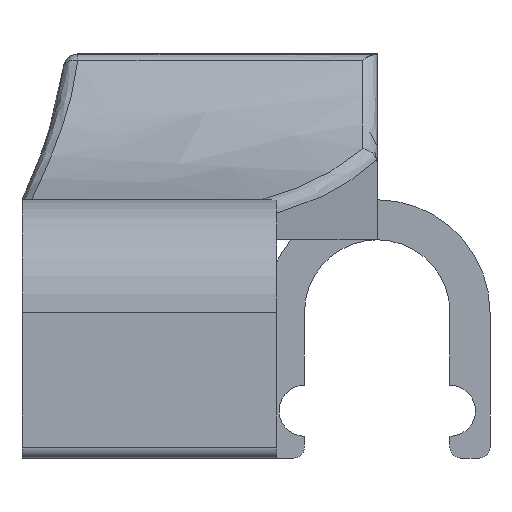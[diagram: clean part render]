
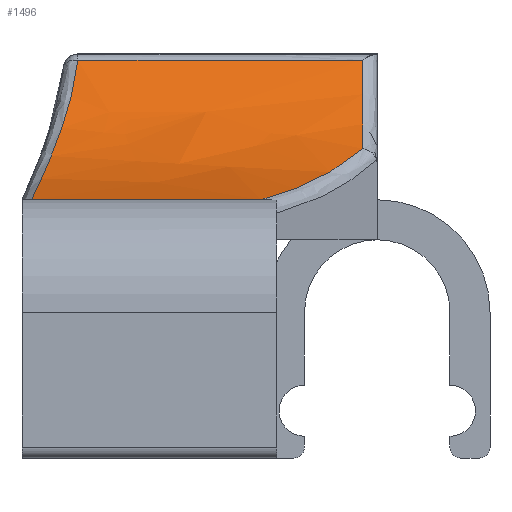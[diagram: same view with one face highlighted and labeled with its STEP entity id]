
A CAD part, front view. The second image highlights one B-rep face of the part: STEP entity #1496.
In plain terms, the highlighted free-form (B-spline) face has degree [5, 1] with [15, 2] control points.
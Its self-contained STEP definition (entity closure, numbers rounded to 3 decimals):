
#30=(
BOUNDED_SURFACE()
B_SPLINE_SURFACE(5,1,((#2703,#2704),(#2705,#2706),(#2707,#2708),(#2709,
#2710),(#2711,#2712),(#2713,#2714),(#2715,#2716),(#2717,#2718),(#2719,#2720),
(#2721,#2722),(#2723,#2724),(#2725,#2726),(#2727,#2728),(#2729,#2730),(#2731,
#2732)),.UNSPECIFIED.,.F.,.F.,.F.)
B_SPLINE_SURFACE_WITH_KNOTS((6,1,1,1,1,1,1,1,1,1,6),(2,2),(-1.,-0.9,-0.8,
-0.7,-0.6,-0.5,-0.4,-0.3,-0.2,-0.1,0.),(0.,5.4),.UNSPECIFIED.)
GEOMETRIC_REPRESENTATION_ITEM()
RATIONAL_B_SPLINE_SURFACE(((1.,1.),(1.,1.),(1.,1.),(1.,1.),(1.,1.),(1.,
1.),(1.,1.),(1.,1.),(1.,1.),(1.,1.),(1.,1.),(1.,1.),(1.,1.),(1.,1.),(1.,
1.)))
REPRESENTATION_ITEM('')
SURFACE()
);
#95=LINE('',#2701,#226);
#226=VECTOR('',#1780,10.);
#389=FACE_OUTER_BOUND('',#472,.T.);
#472=EDGE_LOOP('',(#1110,#1111,#1112,#1113,#1114));
#541=B_SPLINE_CURVE_WITH_KNOTS('',3,(#2168,#2169,#2170,#2171),
 .UNSPECIFIED.,.F.,.F.,(4,4),(0.765,4.681),
 .UNSPECIFIED.);
#547=B_SPLINE_CURVE_WITH_KNOTS('',3,(#2288,#2289,#2290,#2291,#2292,#2293,
#2294,#2295,#2296),.UNSPECIFIED.,.F.,.F.,(4,1,2,1,1,4),(-4.416,
-4.077,-3.851,-2.352,-1.603,
-0.104),.UNSPECIFIED.);
#551=B_SPLINE_CURVE_WITH_KNOTS('',3,(#2360,#2361,#2362,#2363,#2364,#2365),
 .UNSPECIFIED.,.F.,.F.,(4,1,1,4),(0.105,1.192,1.898,
2.02),.UNSPECIFIED.);
#558=B_SPLINE_CURVE_WITH_KNOTS('',3,(#2535,#2536,#2537,#2538,#2539),
 .UNSPECIFIED.,.F.,.F.,(4,1,4),(0.424,1.566,3.155),
 .UNSPECIFIED.);
#636=VERTEX_POINT('',#2140);
#640=VERTEX_POINT('',#2167);
#643=VERTEX_POINT('',#2271);
#646=VERTEX_POINT('',#2359);
#651=VERTEX_POINT('',#2534);
#792=EDGE_CURVE('',#636,#640,#541,.T.);
#798=EDGE_CURVE('',#643,#636,#547,.T.);
#802=EDGE_CURVE('',#640,#646,#551,.T.);
#811=EDGE_CURVE('',#646,#651,#558,.T.);
#844=EDGE_CURVE('',#651,#643,#95,.T.);
#1110=ORIENTED_EDGE('',*,*,#798,.F.);
#1111=ORIENTED_EDGE('',*,*,#844,.F.);
#1112=ORIENTED_EDGE('',*,*,#811,.F.);
#1113=ORIENTED_EDGE('',*,*,#802,.F.);
#1114=ORIENTED_EDGE('',*,*,#792,.F.);
#1496=ADVANCED_FACE('',(#389),#30,.F.);
#1780=DIRECTION('',(-1.,0.,0.));
#2140=CARTESIAN_POINT('',(69.339,-309.978,109.71));
#2167=CARTESIAN_POINT('',(108.5,-309.978,109.71));
#2168=CARTESIAN_POINT('Ctrl Pts',(69.339,-309.978,109.71));
#2169=CARTESIAN_POINT('Ctrl Pts',(82.393,-309.978,109.71));
#2170=CARTESIAN_POINT('Ctrl Pts',(95.446,-309.978,109.71));
#2171=CARTESIAN_POINT('Ctrl Pts',(108.5,-309.978,109.71));
#2271=CARTESIAN_POINT('',(62.988,-345.008,90.5));
#2288=CARTESIAN_POINT('Ctrl Pts',(62.988,-345.008,90.5));
#2289=CARTESIAN_POINT('Ctrl Pts',(63.072,-343.915,90.681));
#2290=CARTESIAN_POINT('Ctrl Pts',(63.227,-342.112,91.011));
#2291=CARTESIAN_POINT('Ctrl Pts',(63.407,-340.32,91.395));
#2292=CARTESIAN_POINT('Ctrl Pts',(63.99,-334.877,92.638));
#2293=CARTESIAN_POINT('Ctrl Pts',(65.016,-327.953,94.843));
#2294=CARTESIAN_POINT('Ctrl Pts',(67.419,-317.848,100.798));
#2295=CARTESIAN_POINT('Ctrl Pts',(68.892,-312.83,105.866));
#2296=CARTESIAN_POINT('Ctrl Pts',(69.339,-309.978,109.71));
#2359=CARTESIAN_POINT('',(108.5,-323.508,97.521));
#2360=CARTESIAN_POINT('Ctrl Pts',(108.5,-309.978,109.71));
#2361=CARTESIAN_POINT('Ctrl Pts',(108.5,-312.063,106.9));
#2362=CARTESIAN_POINT('Ctrl Pts',(108.5,-315.957,102.644));
#2363=CARTESIAN_POINT('Ctrl Pts',(108.5,-320.898,99.058));
#2364=CARTESIAN_POINT('Ctrl Pts',(108.5,-323.169,97.715));
#2365=CARTESIAN_POINT('Ctrl Pts',(108.5,-323.508,97.521));
#2534=CARTESIAN_POINT('',(94.507,-345.008,90.5));
#2535=CARTESIAN_POINT('Ctrl Pts',(108.5,-323.508,97.521));
#2536=CARTESIAN_POINT('Ctrl Pts',(106.671,-326.278,95.938));
#2537=CARTESIAN_POINT('Ctrl Pts',(102.088,-333.257,92.933));
#2538=CARTESIAN_POINT('Ctrl Pts',(97.307,-340.661,91.22));
#2539=CARTESIAN_POINT('Ctrl Pts',(94.507,-345.008,90.5));
#2701=CARTESIAN_POINT('',(85.,-345.008,90.5));
#2703=CARTESIAN_POINT('Ctrl Pts',(110.5,-309.391,110.517));
#2704=CARTESIAN_POINT('Ctrl Pts',(56.5,-309.391,110.517));
#2705=CARTESIAN_POINT('Ctrl Pts',(110.5,-309.854,109.866));
#2706=CARTESIAN_POINT('Ctrl Pts',(56.5,-309.854,109.866));
#2707=CARTESIAN_POINT('Ctrl Pts',(110.5,-310.804,108.587));
#2708=CARTESIAN_POINT('Ctrl Pts',(56.5,-310.804,108.587));
#2709=CARTESIAN_POINT('Ctrl Pts',(110.5,-312.295,106.734));
#2710=CARTESIAN_POINT('Ctrl Pts',(56.5,-312.295,106.734));
#2711=CARTESIAN_POINT('Ctrl Pts',(110.5,-314.418,104.401));
#2712=CARTESIAN_POINT('Ctrl Pts',(56.5,-314.418,104.401));
#2713=CARTESIAN_POINT('Ctrl Pts',(110.5,-317.313,101.728));
#2714=CARTESIAN_POINT('Ctrl Pts',(56.5,-317.313,101.728));
#2715=CARTESIAN_POINT('Ctrl Pts',(110.5,-320.469,99.317));
#2716=CARTESIAN_POINT('Ctrl Pts',(56.5,-320.469,99.317));
#2717=CARTESIAN_POINT('Ctrl Pts',(110.5,-323.903,97.187));
#2718=CARTESIAN_POINT('Ctrl Pts',(56.5,-323.903,97.187));
#2719=CARTESIAN_POINT('Ctrl Pts',(110.5,-327.622,95.343));
#2720=CARTESIAN_POINT('Ctrl Pts',(56.5,-327.622,95.343));
#2721=CARTESIAN_POINT('Ctrl Pts',(110.5,-331.608,93.769));
#2722=CARTESIAN_POINT('Ctrl Pts',(56.5,-331.608,93.769));
#2723=CARTESIAN_POINT('Ctrl Pts',(110.5,-335.839,92.442));
#2724=CARTESIAN_POINT('Ctrl Pts',(56.5,-335.839,92.442));
#2725=CARTESIAN_POINT('Ctrl Pts',(110.5,-339.403,91.561));
#2726=CARTESIAN_POINT('Ctrl Pts',(56.5,-339.403,91.561));
#2727=CARTESIAN_POINT('Ctrl Pts',(110.5,-342.169,90.994));
#2728=CARTESIAN_POINT('Ctrl Pts',(56.5,-342.169,90.994));
#2729=CARTESIAN_POINT('Ctrl Pts',(110.5,-344.055,90.658));
#2730=CARTESIAN_POINT('Ctrl Pts',(56.5,-344.055,90.658));
#2731=CARTESIAN_POINT('Ctrl Pts',(110.5,-345.008,90.5));
#2732=CARTESIAN_POINT('Ctrl Pts',(56.5,-345.008,90.5));
